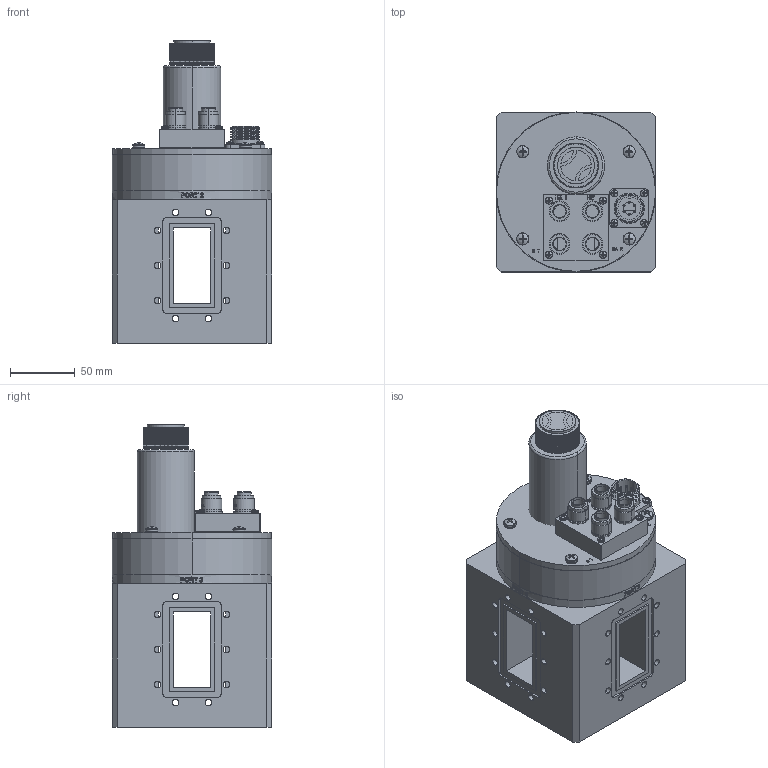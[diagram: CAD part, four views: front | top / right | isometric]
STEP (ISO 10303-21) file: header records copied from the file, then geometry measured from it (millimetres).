
FILE_DESCRIPTION (( 'STEP AP203' ), '1' );
FILE_NAME ('WR229 WG-N SHELTERED SMI.STEP', '2016-08-25T19:49:20', ( '' ), ( '' ), 'SwSTEP 2.0', 'SolidWorks 2016', '' );
FILE_SCHEMA (( 'CONFIG_CONTROL_DESIGN' ));
Products named in the file (1): WR229 WG-N SHELTERED SMI
Bounding box: 123.95 x 123.95 x 234.62 mm (x, y, z)
Surface area: 158559.1 mm2 (no closed solid volume)
Topology: 0 solids, 87 shells, 951 faces, 3839 edges, 2910 vertices
Faces by surface type: plane 511, cylinder 311, torus 50, cone 28, bspline 27, sphere 24
Entity records: 52340 total; most frequent: CARTESIAN_POINT 21022, DIRECTION 6453, ORIENTED_EDGE 5847, EDGE_CURVE 3839, VERTEX_POINT 2910, AXIS2_PLACEMENT_3D 2337, VECTOR 1779, LINE 1779
